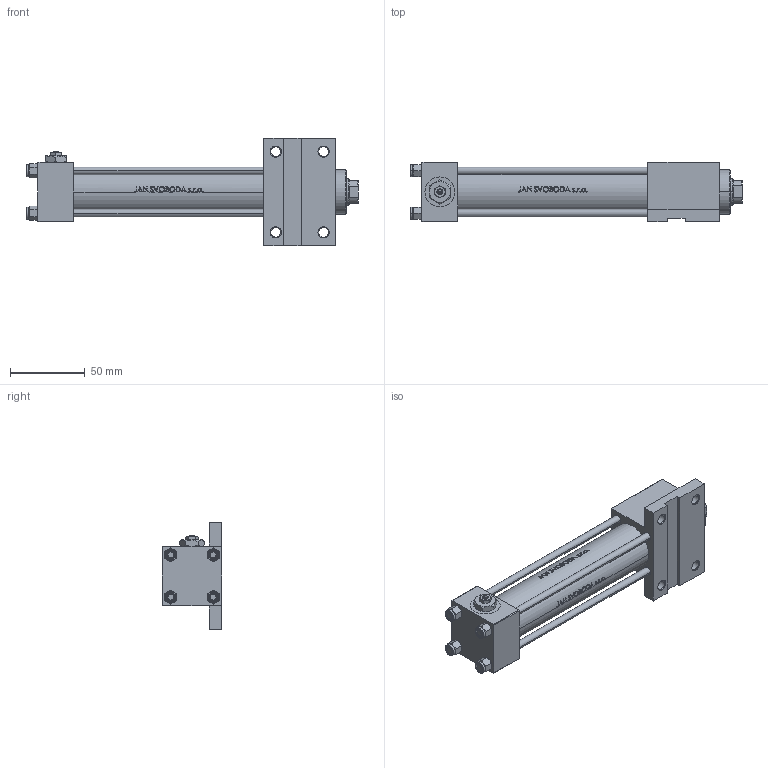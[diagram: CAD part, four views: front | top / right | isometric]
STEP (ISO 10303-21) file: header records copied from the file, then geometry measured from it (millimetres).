
FILE_DESCRIPTION (( 'STEP AP203' ), '1' );
FILE_NAME ('6a47.STEP', '2022-04-16T08:28:45', ( '' ), ( '' ), 'SwSTEP 2.0', 'SolidWorks 2019', '' );
FILE_SCHEMA (( 'CONFIG_CONTROL_DESIGN' ));
Length unit declared in the file: millimetre
Products named in the file (7): NUT_M5_F c01508e4e511fe6ad72678d5da168c3d; V215CR_F_Body c01508e4e511fe6ad72678d5da168c3d; 6a47; V215CR_F_TYCINKA c01508e4e511fe6ad72678d5da168c3d; Zatka_pro_OIL_PORT c01508e4e511fe6ad72678d5da168c3d; V215CR_VCP_F c01508e4e511fe6ad72678d5da168c3d; V215_VC_A c01508e4e511fe6ad72678d5da168c3d
Assembly tree (12 placements, depth 2):
  6a47
    V215CR_F_Body c01508e4e511fe6ad72678d5da168c3d
    V215CR_VCP_F c01508e4e511fe6ad72678d5da168c3d
    V215CR_F_TYCINKA c01508e4e511fe6ad72678d5da168c3d  x4
    NUT_M5_F c01508e4e511fe6ad72678d5da168c3d  x4
    V215_VC_A c01508e4e511fe6ad72678d5da168c3d
    Zatka_pro_OIL_PORT c01508e4e511fe6ad72678d5da168c3d
Bounding box: 222 x 40 x 72 mm (x, y, z)
Volume: 206374.4 mm3; surface area: 85858.6 mm2
Topology: 12 solids, 12 shells, 1162 faces, 2920 edges, 1866 vertices
Faces by surface type: plane 459, bspline 380, cone 174, cylinder 141, torus 8
Entity records: 49747 total; most frequent: CARTESIAN_POINT 26458, ORIENTED_EDGE 5332, DIRECTION 3368, EDGE_CURVE 2666, VERTEX_POINT 1722, LINE 1360, VECTOR 1360, EDGE_LOOP 1148
